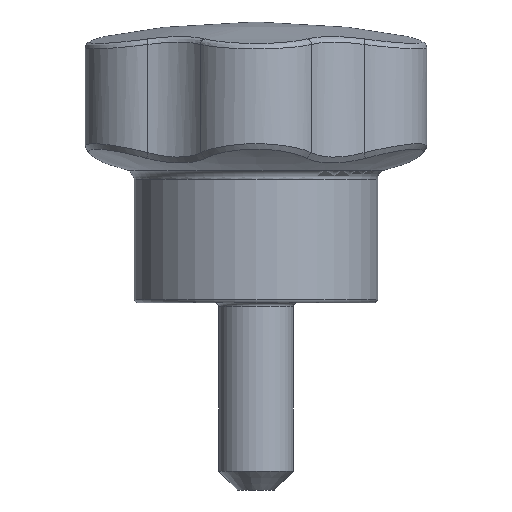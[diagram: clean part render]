
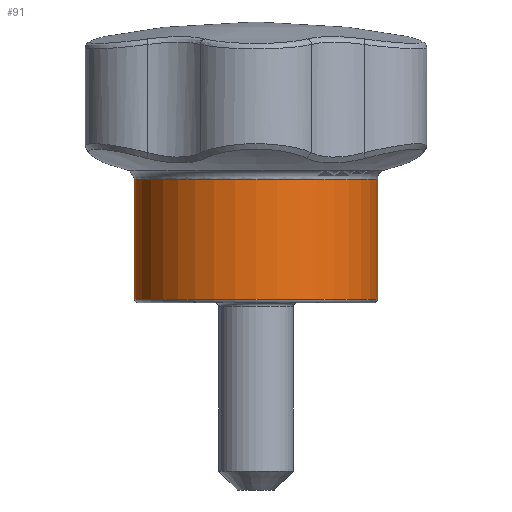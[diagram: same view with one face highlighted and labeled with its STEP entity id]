
A CAD part, front view. The second image highlights one B-rep face of the part: STEP entity #91.
In plain terms, the highlighted cylindrical face has radius 6.5 mm (diameter 13 mm), a full revolution.
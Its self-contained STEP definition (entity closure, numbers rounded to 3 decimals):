
#91 = ADVANCED_FACE( '', ( #215, #216 ), #217, .T. );
#215 = FACE_OUTER_BOUND( '', #968, .T. );
#216 = FACE_OUTER_BOUND( '', #969, .T. );
#217 = CYLINDRICAL_SURFACE( '', #970, 6.5 );
#968 = EDGE_LOOP( '', ( #2441 ) );
#969 = EDGE_LOOP( '', ( #2442 ) );
#970 = AXIS2_PLACEMENT_3D( '', #2443, #2444, #2445 );
#2441 = ORIENTED_EDGE( '', *, *, #2738, .T. );
#2442 = ORIENTED_EDGE( '', *, *, #2739, .T. );
#2443 = CARTESIAN_POINT( '', ( 0., 0., 15. ) );
#2444 = DIRECTION( '', ( 0., 0., -1. ) );
#2445 = DIRECTION( '', ( 1., 0., 0. ) );
#2738 = EDGE_CURVE( '', #2912, #2912, #2913, .F. );
#2739 = EDGE_CURVE( '', #2914, #2914, #2915, .T. );
#2912 = VERTEX_POINT( '', #3730 );
#2913 = CIRCLE( '', #3731, 6.5 );
#2914 = VERTEX_POINT( '', #3732 );
#2915 = CIRCLE( '', #3733, 6.5 );
#3730 = CARTESIAN_POINT( '', ( 6.5, 0., 6.609 ) );
#3731 = AXIS2_PLACEMENT_3D( '', #4865, #4866, #4867 );
#3732 = CARTESIAN_POINT( '', ( 6.5, 0., 0.2 ) );
#3733 = AXIS2_PLACEMENT_3D( '', #4868, #4869, #4870 );
#4865 = CARTESIAN_POINT( '', ( 0., 0., 6.609 ) );
#4866 = DIRECTION( '', ( 0., 0., 1. ) );
#4867 = DIRECTION( '', ( 1., 0., 0. ) );
#4868 = CARTESIAN_POINT( '', ( 0., 0., 0.2 ) );
#4869 = DIRECTION( '', ( 0., 0., 1. ) );
#4870 = DIRECTION( '', ( 1., 0., 0. ) );
